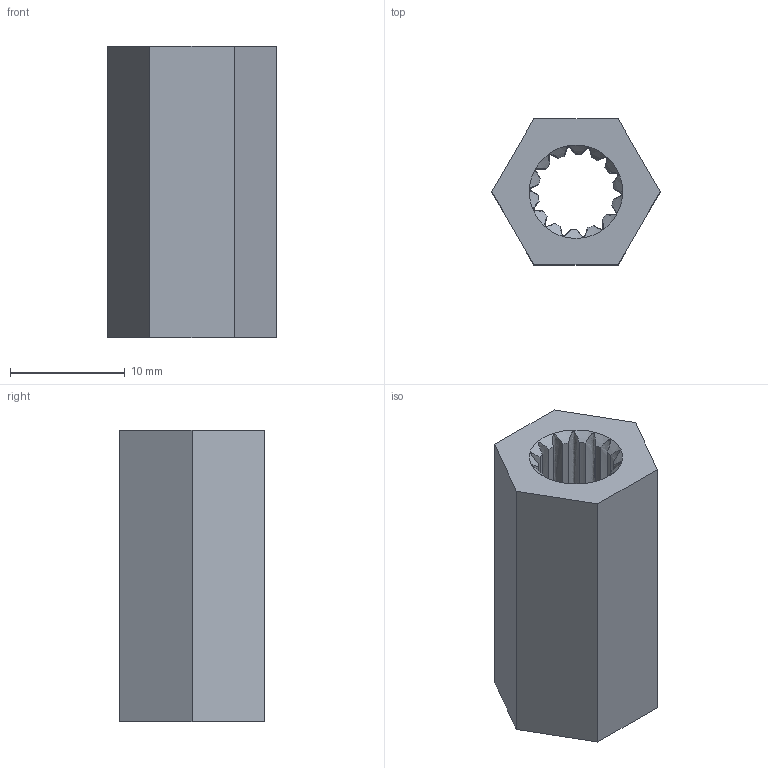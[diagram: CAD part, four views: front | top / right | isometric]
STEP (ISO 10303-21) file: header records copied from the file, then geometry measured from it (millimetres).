
FILE_DESCRIPTION (( 'STEP AP203' ), '1' );
FILE_NAME ('ip-4187 Spline to 500 Hex.STEP', '2019-11-14T14:58:57', ( '' ), ( '' ), 'SwSTEP 2.0', 'SolidWorks 2019', '' );
FILE_SCHEMA (( 'CONFIG_CONTROL_DESIGN' ));
Length unit declared in the file: millimetre
Products named in the file (1): ip-4187 Spline to 500 Hex
Bounding box: 14.66 x 12.7 x 25.4 mm (x, y, z)
Volume: 2548.1 mm3; surface area: 2125.4 mm2
Topology: 1 solids, 1 shells, 40 faces, 114 edges, 76 vertices
Faces by surface type: cylinder 14, bspline 14, plane 8, cone 4
Entity records: 2463 total; most frequent: CARTESIAN_POINT 1409, ORIENTED_EDGE 228, DIRECTION 168, EDGE_CURVE 114, VERTEX_POINT 76, AXIS2_PLACEMENT_3D 59, VECTOR 50, LINE 50
